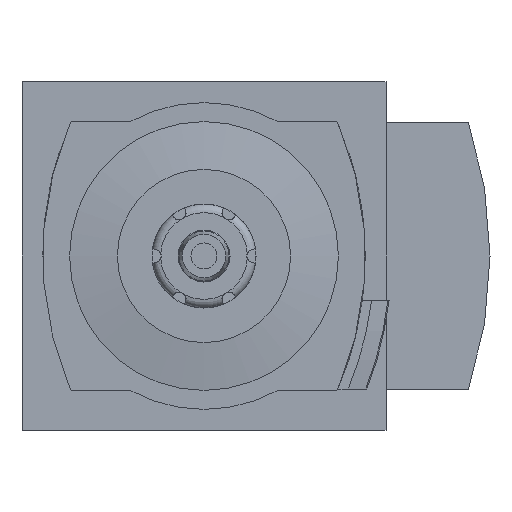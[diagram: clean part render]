
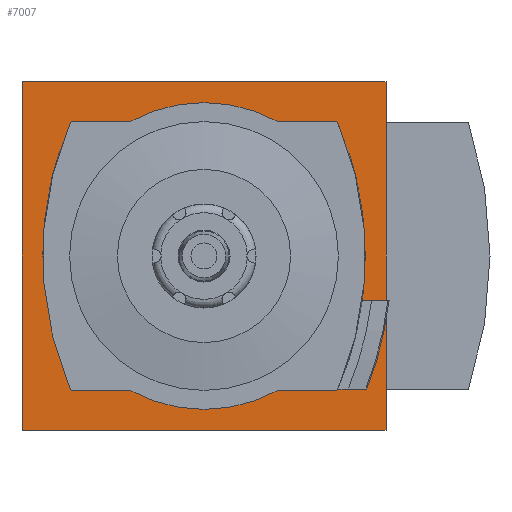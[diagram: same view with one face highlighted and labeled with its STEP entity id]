
A CAD part, front view. The second image highlights one B-rep face of the part: STEP entity #7007.
In plain terms, the highlighted planar face has unit normal (0, -1, 0).
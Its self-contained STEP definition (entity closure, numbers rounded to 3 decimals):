
#110=PLANE('',#7346);
#323=LINE('',#9408,#899);
#429=LINE('',#9630,#1005);
#444=LINE('',#9668,#1020);
#501=LINE('',#9845,#1077);
#502=LINE('',#9849,#1078);
#503=LINE('',#9853,#1079);
#504=LINE('',#9861,#1080);
#505=LINE('',#9865,#1081);
#506=LINE('',#9871,#1082);
#507=LINE('',#9875,#1083);
#899=VECTOR('',#7807,1000.);
#1005=VECTOR('',#7979,1000.);
#1020=VECTOR('',#8008,1000.);
#1077=VECTOR('',#8135,1000.);
#1078=VECTOR('',#8138,1000.);
#1079=VECTOR('',#8141,1000.);
#1080=VECTOR('',#8148,1000.);
#1081=VECTOR('',#8151,1000.);
#1082=VECTOR('',#8156,1000.);
#1083=VECTOR('',#8159,1000.);
#1838=ORIENTED_EDGE('',*,*,#3197,.F.);
#1839=ORIENTED_EDGE('',*,*,#3298,.F.);
#1840=ORIENTED_EDGE('',*,*,#3217,.F.);
#1841=ORIENTED_EDGE('',*,*,#3083,.F.);
#1842=ORIENTED_EDGE('',*,*,#3299,.F.);
#1843=ORIENTED_EDGE('',*,*,#3300,.T.);
#1844=ORIENTED_EDGE('',*,*,#3301,.F.);
#1845=ORIENTED_EDGE('',*,*,#3302,.F.);
#1846=ORIENTED_EDGE('',*,*,#3303,.F.);
#1847=ORIENTED_EDGE('',*,*,#3304,.F.);
#1848=ORIENTED_EDGE('',*,*,#3305,.F.);
#1849=ORIENTED_EDGE('',*,*,#3306,.F.);
#1850=ORIENTED_EDGE('',*,*,#3307,.F.);
#1851=ORIENTED_EDGE('',*,*,#3308,.F.);
#1852=ORIENTED_EDGE('',*,*,#3309,.F.);
#1853=ORIENTED_EDGE('',*,*,#3310,.F.);
#1854=ORIENTED_EDGE('',*,*,#3311,.T.);
#1855=ORIENTED_EDGE('',*,*,#3312,.F.);
#1856=ORIENTED_EDGE('',*,*,#3313,.T.);
#3083=EDGE_CURVE('',#3864,#3865,#323,.T.);
#3197=EDGE_CURVE('',#3947,#3864,#429,.T.);
#3217=EDGE_CURVE('',#3865,#3964,#444,.T.);
#3298=EDGE_CURVE('',#3964,#3947,#501,.T.);
#3299=EDGE_CURVE('',#4033,#4034,#4382,.F.);
#3300=EDGE_CURVE('',#4033,#4035,#502,.T.);
#3301=EDGE_CURVE('',#4036,#4035,#4383,.F.);
#3302=EDGE_CURVE('',#4037,#4036,#503,.T.);
#3303=EDGE_CURVE('',#4038,#4037,#4384,.F.);
#3304=EDGE_CURVE('',#4039,#4038,#4385,.F.);
#3305=EDGE_CURVE('',#4040,#4039,#4386,.F.);
#3306=EDGE_CURVE('',#4041,#4040,#504,.T.);
#3307=EDGE_CURVE('',#4042,#4041,#4387,.F.);
#3308=EDGE_CURVE('',#4043,#4042,#505,.T.);
#3309=EDGE_CURVE('',#4044,#4043,#4388,.F.);
#3310=EDGE_CURVE('',#4045,#4044,#4389,.F.);
#3311=EDGE_CURVE('',#4045,#4046,#506,.T.);
#3312=EDGE_CURVE('',#4047,#4046,#4390,.T.);
#3313=EDGE_CURVE('',#4047,#4034,#507,.T.);
#3864=VERTEX_POINT('',#9407);
#3865=VERTEX_POINT('',#9409);
#3947=VERTEX_POINT('',#9629);
#3964=VERTEX_POINT('',#9669);
#4033=VERTEX_POINT('',#9847);
#4034=VERTEX_POINT('',#9848);
#4035=VERTEX_POINT('',#9850);
#4036=VERTEX_POINT('',#9852);
#4037=VERTEX_POINT('',#9854);
#4038=VERTEX_POINT('',#9856);
#4039=VERTEX_POINT('',#9858);
#4040=VERTEX_POINT('',#9860);
#4041=VERTEX_POINT('',#9862);
#4042=VERTEX_POINT('',#9864);
#4043=VERTEX_POINT('',#9866);
#4044=VERTEX_POINT('',#9868);
#4045=VERTEX_POINT('',#9870);
#4046=VERTEX_POINT('',#9872);
#4047=VERTEX_POINT('',#9874);
#4382=CIRCLE('',#7347,0.3);
#4383=CIRCLE('',#7348,17.7);
#4384=CIRCLE('',#7349,0.3);
#4385=CIRCLE('',#7350,38.9);
#4386=CIRCLE('',#7351,0.3);
#4387=CIRCLE('',#7352,17.7);
#4388=CIRCLE('',#7353,0.3);
#4389=CIRCLE('',#7354,38.9);
#4390=CIRCLE('',#7355,39.95);
#4570=EDGE_LOOP('',(#1838,#1839,#1840,#1841));
#4571=EDGE_LOOP('',(#1842,#1843,#1844,#1845,#1846,#1847,#1848,#1849,#1850,
#1851,#1852,#1853,#1854,#1855,#1856));
#4897=FACE_BOUND('',#4570,.T.);
#4898=FACE_BOUND('',#4571,.T.);
#7007=ADVANCED_FACE('',(#4897,#4898),#110,.F.);
#7346=AXIS2_PLACEMENT_3D('',#9844,#8133,#8134);
#7347=AXIS2_PLACEMENT_3D('',#9846,#8136,#8137);
#7348=AXIS2_PLACEMENT_3D('',#9851,#8139,#8140);
#7349=AXIS2_PLACEMENT_3D('',#9855,#8142,#8143);
#7350=AXIS2_PLACEMENT_3D('',#9857,#8144,#8145);
#7351=AXIS2_PLACEMENT_3D('',#9859,#8146,#8147);
#7352=AXIS2_PLACEMENT_3D('',#9863,#8149,#8150);
#7353=AXIS2_PLACEMENT_3D('',#9867,#8152,#8153);
#7354=AXIS2_PLACEMENT_3D('',#9869,#8154,#8155);
#7355=AXIS2_PLACEMENT_3D('',#9873,#8157,#8158);
#7807=DIRECTION('',(0.,0.,1.));
#7979=DIRECTION('',(-1.,0.,0.));
#8008=DIRECTION('',(1.,0.,0.));
#8133=DIRECTION('',(0.,1.,0.));
#8134=DIRECTION('',(0.,0.,1.));
#8135=DIRECTION('',(0.,0.,-1.));
#8136=DIRECTION('',(0.,1.,0.));
#8137=DIRECTION('',(0.,0.,1.));
#8138=DIRECTION('',(-1.,0.,0.));
#8139=DIRECTION('',(0.,1.,0.));
#8140=DIRECTION('',(0.,0.,1.));
#8141=DIRECTION('',(1.,0.,0.));
#8142=DIRECTION('',(0.,1.,0.));
#8143=DIRECTION('',(0.,0.,1.));
#8144=DIRECTION('',(0.,1.,0.));
#8145=DIRECTION('',(0.,0.,1.));
#8146=DIRECTION('',(0.,1.,0.));
#8147=DIRECTION('',(0.,0.,1.));
#8148=DIRECTION('',(-1.,0.,0.));
#8149=DIRECTION('',(0.,1.,0.));
#8150=DIRECTION('',(0.,0.,1.));
#8151=DIRECTION('',(-1.,0.,0.));
#8152=DIRECTION('',(0.,1.,0.));
#8153=DIRECTION('',(0.,0.,1.));
#8154=DIRECTION('',(0.,1.,0.));
#8155=DIRECTION('',(0.,0.,1.));
#8156=DIRECTION('',(1.,0.,0.));
#8157=DIRECTION('',(0.,-1.,0.));
#8158=DIRECTION('',(0.,0.,-1.));
#8159=DIRECTION('',(-1.,0.,0.));
#9407=CARTESIAN_POINT('',(-21.,-31.54,-20.1));
#9408=CARTESIAN_POINT('',(-21.,-31.54,-20.1));
#9409=CARTESIAN_POINT('',(-21.,-31.54,20.1));
#9629=CARTESIAN_POINT('',(21.,-31.54,-20.1));
#9630=CARTESIAN_POINT('',(21.,-31.54,-20.1));
#9668=CARTESIAN_POINT('',(-21.,-31.54,20.1));
#9669=CARTESIAN_POINT('',(21.,-31.54,20.1));
#9844=CARTESIAN_POINT('',(0.,-31.54,0.));
#9845=CARTESIAN_POINT('',(21.,-31.54,20.1));
#9846=CARTESIAN_POINT('',(15.181,-31.54,-15.2));
#9847=CARTESIAN_POINT('',(15.181,-31.54,-15.5));
#9848=CARTESIAN_POINT('',(15.442,-31.54,-15.349));
#9849=CARTESIAN_POINT('',(14.091,-31.54,-15.5));
#9850=CARTESIAN_POINT('',(8.546,-31.54,-15.5));
#9851=CARTESIAN_POINT('',(0.,-31.54,0.));
#9852=CARTESIAN_POINT('',(-8.546,-31.54,-15.5));
#9853=CARTESIAN_POINT('',(0.,-31.54,-15.5));
#9854=CARTESIAN_POINT('',(-15.181,-31.54,-15.5));
#9855=CARTESIAN_POINT('',(-15.181,-31.54,-15.2));
#9856=CARTESIAN_POINT('',(-15.457,-31.54,-15.318));
#9857=CARTESIAN_POINT('',(20.3,-31.54,0.));
#9858=CARTESIAN_POINT('',(-15.457,-31.54,15.318));
#9859=CARTESIAN_POINT('',(-15.181,-31.54,15.2));
#9860=CARTESIAN_POINT('',(-15.181,-31.54,15.5));
#9861=CARTESIAN_POINT('',(0.,-31.54,15.5));
#9862=CARTESIAN_POINT('',(-8.546,-31.54,15.5));
#9863=CARTESIAN_POINT('',(0.,-31.54,0.));
#9864=CARTESIAN_POINT('',(8.546,-31.54,15.5));
#9865=CARTESIAN_POINT('',(0.,-31.54,15.5));
#9866=CARTESIAN_POINT('',(15.181,-31.54,15.5));
#9867=CARTESIAN_POINT('',(15.181,-31.54,15.2));
#9868=CARTESIAN_POINT('',(15.457,-31.54,15.318));
#9869=CARTESIAN_POINT('',(-20.3,-31.54,0.));
#9870=CARTESIAN_POINT('',(18.259,-31.54,-5.142));
#9871=CARTESIAN_POINT('',(17.25,-31.54,-5.142));
#9872=CARTESIAN_POINT('',(19.337,-31.54,-5.142));
#9873=CARTESIAN_POINT('',(-20.3,-31.54,-0.15));
#9874=CARTESIAN_POINT('',(16.646,-31.54,-15.349));
#9875=CARTESIAN_POINT('',(30.,-31.54,-15.349));
